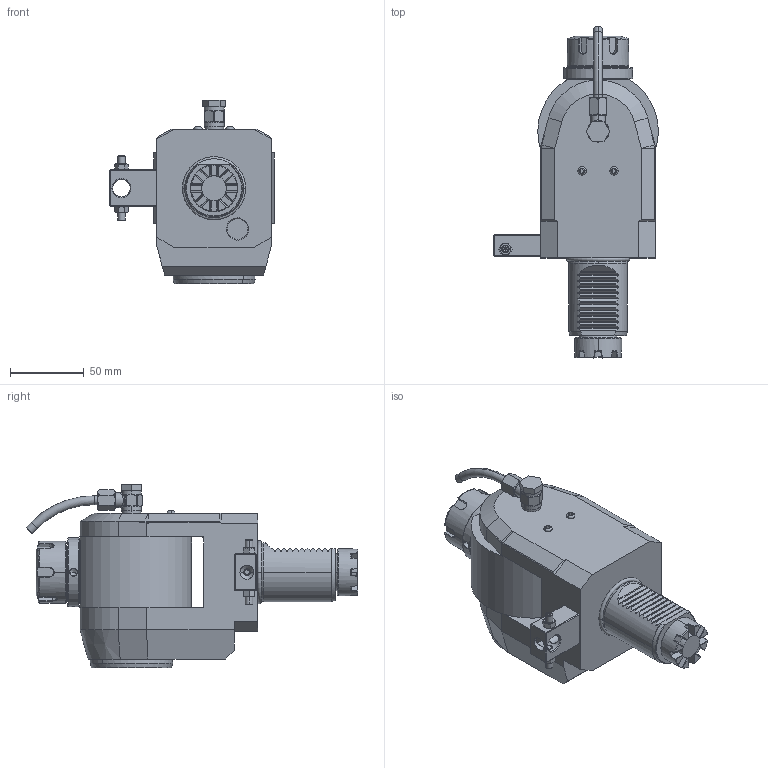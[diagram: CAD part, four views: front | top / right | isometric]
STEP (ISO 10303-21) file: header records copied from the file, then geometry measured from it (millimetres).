
FILE_DESCRIPTION((''),'2;1');
FILE_NAME('NGT1_40_541_25_1_2','2023-05-08T',('vali'),('NOVA GRUP'),'PRO/ENGINEER BY PARAMETRIC TECHNOLOGY CORPORATION, 2010280','PRO/ENGINEER BY PARAMETRIC TECHNOLOGY CORPORATION, 2010280','');
FILE_SCHEMA(('CONFIG_CONTROL_DESIGN'));
Length unit declared in the file: millimetre
Products named in the file (1): NGT1_40_541_25_1_2
Bounding box: 111.99 x 225.67 x 124.9 mm (x, y, z)
Volume: 917487.8 mm3; surface area: 85356.7 mm2
Topology: 1 solids, 3 shells, 645 faces, 1650 edges, 1023 vertices
Faces by surface type: plane 272, cylinder 142, cone 97, bspline 94, torus 40
Entity records: 28040 total; most frequent: CARTESIAN_POINT 13535, ORIENTED_EDGE 3260, DIRECTION 2606, EDGE_CURVE 1630, VERTEX_POINT 1023, AXIS2_PLACEMENT_3D 946, VECTOR 714, LINE 714
